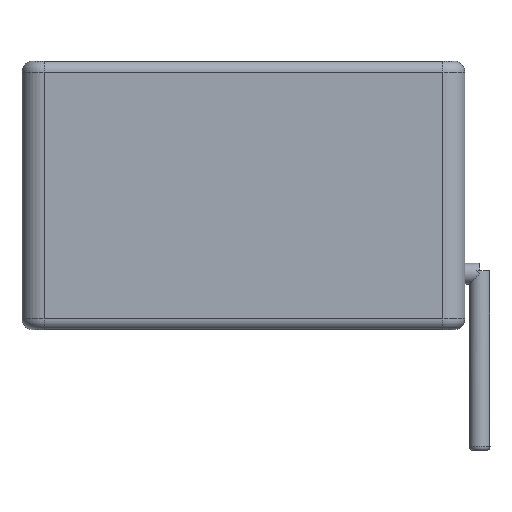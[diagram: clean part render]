
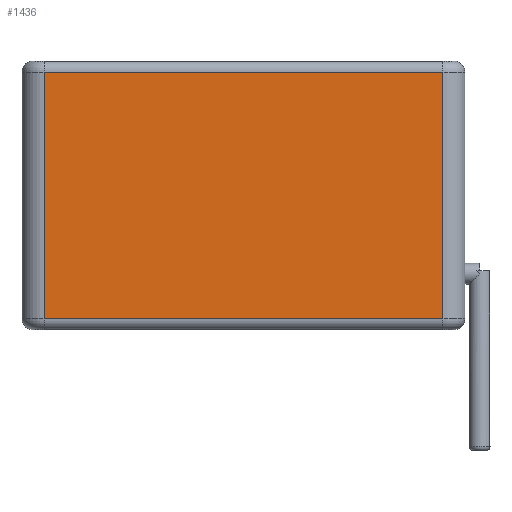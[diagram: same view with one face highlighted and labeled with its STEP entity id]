
A CAD part, left-side view. The second image highlights one B-rep face of the part: STEP entity #1436.
In plain terms, the highlighted planar face has unit normal (-1, 0, 0).
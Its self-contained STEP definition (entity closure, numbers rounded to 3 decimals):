
#474 = VERTEX_POINT('',#475);
#475 = CARTESIAN_POINT('',(-2.13,1.25,0.475));
#482 = EDGE_CURVE('',#474,#483,#485,.T.);
#483 = VERTEX_POINT('',#484);
#484 = CARTESIAN_POINT('',(-2.13,1.25,8.825));
#485 = LINE('',#486,#487);
#486 = CARTESIAN_POINT('',(-2.13,1.25,0.1));
#487 = VECTOR('',#488,1.);
#488 = DIRECTION('',(0.,0.,1.));
#1436 = ADVANCED_FACE('',(#1437),#1462,.T.);
#1437 = FACE_BOUND('',#1438,.T.);
#1438 = EDGE_LOOP('',(#1439,#1449,#1455,#1456));
#1439 = ORIENTED_EDGE('',*,*,#1440,.F.);
#1440 = EDGE_CURVE('',#1441,#1443,#1445,.T.);
#1441 = VERTEX_POINT('',#1442);
#1442 = CARTESIAN_POINT('',(-2.13,14.75,0.475));
#1443 = VERTEX_POINT('',#1444);
#1444 = CARTESIAN_POINT('',(-2.13,14.75,8.825));
#1445 = LINE('',#1446,#1447);
#1446 = CARTESIAN_POINT('',(-2.13,14.75,0.1));
#1447 = VECTOR('',#1448,1.);
#1448 = DIRECTION('',(0.,0.,1.));
#1449 = ORIENTED_EDGE('',*,*,#1450,.F.);
#1450 = EDGE_CURVE('',#474,#1441,#1451,.T.);
#1451 = LINE('',#1452,#1453);
#1452 = CARTESIAN_POINT('',(-2.13,1.25,0.475));
#1453 = VECTOR('',#1454,1.);
#1454 = DIRECTION('',(0.,1.,0.));
#1455 = ORIENTED_EDGE('',*,*,#482,.T.);
#1456 = ORIENTED_EDGE('',*,*,#1457,.T.);
#1457 = EDGE_CURVE('',#483,#1443,#1458,.T.);
#1458 = LINE('',#1459,#1460);
#1459 = CARTESIAN_POINT('',(-2.13,1.25,8.825));
#1460 = VECTOR('',#1461,1.);
#1461 = DIRECTION('',(0.,1.,0.));
#1462 = PLANE('',#1463);
#1463 = AXIS2_PLACEMENT_3D('',#1464,#1465,#1466);
#1464 = CARTESIAN_POINT('',(-2.13,0.5,0.1));
#1465 = DIRECTION('',(-1.,0.,0.));
#1466 = DIRECTION('',(0.,1.,0.));
